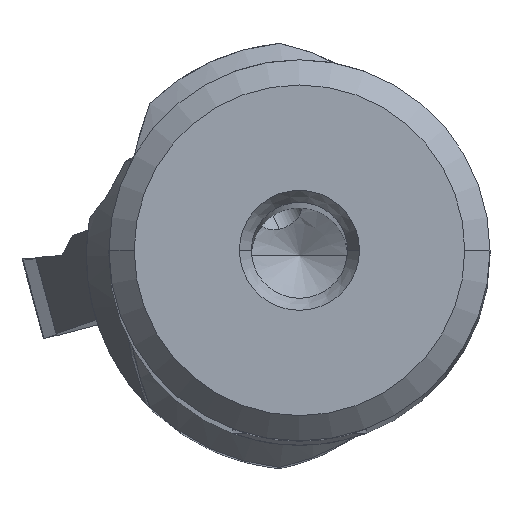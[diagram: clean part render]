
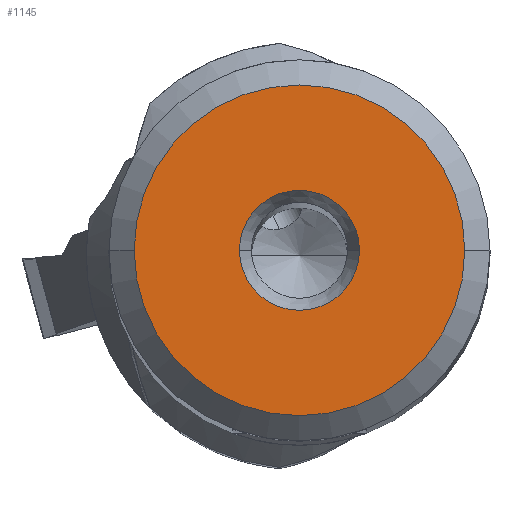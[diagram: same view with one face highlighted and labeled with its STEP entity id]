
A CAD part, top view. The second image highlights one B-rep face of the part: STEP entity #1145.
In plain terms, the highlighted planar face has unit normal (0, 0, 1).
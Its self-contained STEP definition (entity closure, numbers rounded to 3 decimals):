
#1145=ADVANCED_FACE('',(#1506,#1507),#1294,.T.);
#1294=PLANE('',#4365);
#1345=CIRCLE('',#4359,6.888);
#1346=CIRCLE('',#4361,6.888);
#1347=CIRCLE('',#4363,2.5);
#1348=CIRCLE('',#4364,2.5);
#1506=FACE_BOUND('',#1562,.T.);
#1507=FACE_BOUND('',#1563,.T.);
#1562=EDGE_LOOP('',(#1895,#1896));
#1563=EDGE_LOOP('',(#1897,#1898));
#1895=ORIENTED_EDGE('',*,*,#3066,.F.);
#1896=ORIENTED_EDGE('',*,*,#3063,.F.);
#1897=ORIENTED_EDGE('',*,*,#3067,.F.);
#1898=ORIENTED_EDGE('',*,*,#3068,.F.);
#2707=VERTEX_POINT('',#5889);
#2708=VERTEX_POINT('',#5890);
#2709=VERTEX_POINT('',#5897);
#2710=VERTEX_POINT('',#5898);
#3063=EDGE_CURVE('',#2707,#2708,#1345,.T.);
#3066=EDGE_CURVE('',#2708,#2707,#1346,.T.);
#3067=EDGE_CURVE('',#2709,#2710,#1347,.T.);
#3068=EDGE_CURVE('',#2710,#2709,#1348,.T.);
#4359=AXIS2_PLACEMENT_3D('',#5888,#4898,#4899);
#4361=AXIS2_PLACEMENT_3D('',#5894,#4904,#4905);
#4363=AXIS2_PLACEMENT_3D('',#5896,#4908,#4909);
#4364=AXIS2_PLACEMENT_3D('',#5899,#4910,#4911);
#4365=AXIS2_PLACEMENT_3D('',#5900,#4912,#4913);
#4898=DIRECTION('',(0.,0.,-1.));
#4899=DIRECTION('',(1.,0.,0.));
#4904=DIRECTION('',(0.,0.,-1.));
#4905=DIRECTION('',(-1.,0.,0.));
#4908=DIRECTION('',(0.,0.,1.));
#4909=DIRECTION('',(1.,0.,0.));
#4910=DIRECTION('',(0.,0.,1.));
#4911=DIRECTION('',(-1.,0.,0.));
#4912=DIRECTION('',(0.,0.,1.));
#4913=DIRECTION('',(-1.,0.,0.));
#5888=CARTESIAN_POINT('',(0.,0.,0.));
#5889=CARTESIAN_POINT('',(6.888,0.,0.));
#5890=CARTESIAN_POINT('',(-6.888,0.,0.));
#5894=CARTESIAN_POINT('',(0.,0.,0.));
#5896=CARTESIAN_POINT('',(0.,0.,0.));
#5897=CARTESIAN_POINT('',(2.5,0.,0.));
#5898=CARTESIAN_POINT('',(-2.5,0.,0.));
#5899=CARTESIAN_POINT('',(0.,0.,0.));
#5900=CARTESIAN_POINT('',(0.,0.,0.));
